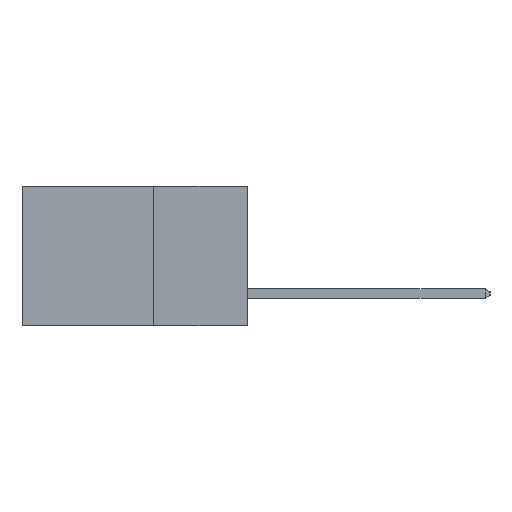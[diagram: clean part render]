
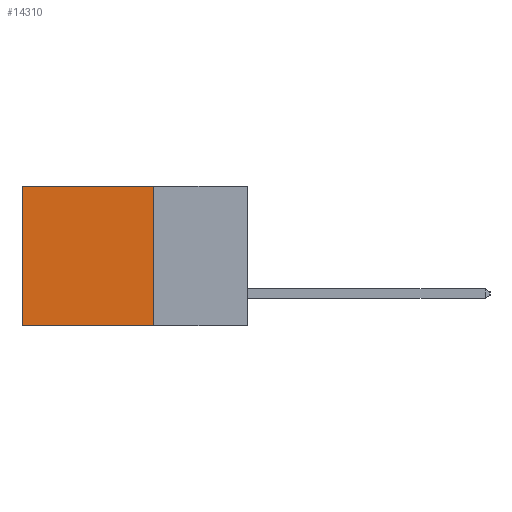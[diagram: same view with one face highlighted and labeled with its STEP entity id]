
A CAD part, left-side view. The second image highlights one B-rep face of the part: STEP entity #14310.
In plain terms, the highlighted planar face has unit normal (-1, 0, 0).
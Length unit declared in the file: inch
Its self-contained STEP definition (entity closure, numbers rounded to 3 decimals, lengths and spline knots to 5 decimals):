
#893 = VERTEX_POINT ( 'NONE', #17092 ) ;
#2085 = ORIENTED_EDGE ( 'NONE', *, *, #24692, .T. ) ;
#2421 = VERTEX_POINT ( 'NONE', #2581 ) ;
#2581 = CARTESIAN_POINT ( 'NONE',  ( 0.2615, 0.6, -0.37 ) ) ;
#2695 = LINE ( 'NONE', #21522, #7963 ) ;
#3357 = VECTOR ( 'NONE', #6888, 39.37008 ) ;
#3713 = VERTEX_POINT ( 'NONE', #14968 ) ;
#3814 = ORIENTED_EDGE ( 'NONE', *, *, #25281, .T. ) ;
#4090 = VECTOR ( 'NONE', #24208, 39.37008 ) ;
#4361 = VERTEX_POINT ( 'NONE', #18309 ) ;
#4596 = DIRECTION ( 'NONE',  ( 0., 1., 0. ) ) ;
#6282 = CARTESIAN_POINT ( 'NONE',  ( 0.2615, 0.6, -0.37 ) ) ;
#6888 = DIRECTION ( 'NONE',  ( 0., 1., 0. ) ) ;
#6929 = PLANE ( 'NONE',  #22131 ) ;
#7079 = EDGE_LOOP ( 'NONE', ( #3814, #23829, #23028, #2085 ) ) ;
#7963 = VECTOR ( 'NONE', #9560, 39.37008 ) ;
#8949 = DIRECTION ( 'NONE',  ( 1., 0., 0. ) ) ;
#9255 = LINE ( 'NONE', #16863, #3357 ) ;
#9313 = EDGE_CURVE ( 'NONE', #893, #4361, #2695, .T. ) ;
#9560 = DIRECTION ( 'NONE',  ( 0., 0., -1. ) ) ;
#11874 = FACE_OUTER_BOUND ( 'NONE', #7079, .T. ) ;
#14310 = ADVANCED_FACE ( 'NONE', ( #11874 ), #6929, .F. ) ;
#14494 = CARTESIAN_POINT ( 'NONE',  ( 0.2615, 0.25, 0. ) ) ;
#14661 = LINE ( 'NONE', #6282, #4090 ) ;
#14968 = CARTESIAN_POINT ( 'NONE',  ( 0.2615, 0.6, 0. ) ) ;
#16863 = CARTESIAN_POINT ( 'NONE',  ( 0.2615, 0.25, -0.37 ) ) ;
#17092 = CARTESIAN_POINT ( 'NONE',  ( 0.2615, 0.25, 0. ) ) ;
#18309 = CARTESIAN_POINT ( 'NONE',  ( 0.2615, 0.25, -0.37 ) ) ;
#19118 = VECTOR ( 'NONE', #4596, 39.37008 ) ;
#19641 = EDGE_CURVE ( 'NONE', #4361, #2421, #9255, .T. ) ;
#20911 = CARTESIAN_POINT ( 'NONE',  ( 0.2615, 0.25, -0.37 ) ) ;
#21522 = CARTESIAN_POINT ( 'NONE',  ( 0.2615, 0.25, -0.37 ) ) ;
#22131 = AXIS2_PLACEMENT_3D ( 'NONE', #20911, #8949, #22904 ) ;
#22904 = DIRECTION ( 'NONE',  ( 0., 0., -1. ) ) ;
#23028 = ORIENTED_EDGE ( 'NONE', *, *, #9313, .F. ) ;
#23829 = ORIENTED_EDGE ( 'NONE', *, *, #19641, .F. ) ;
#24208 = DIRECTION ( 'NONE',  ( 0., 0., -1. ) ) ;
#24341 = LINE ( 'NONE', #14494, #19118 ) ;
#24692 = EDGE_CURVE ( 'NONE', #893, #3713, #24341, .T. ) ;
#25281 = EDGE_CURVE ( 'NONE', #3713, #2421, #14661, .T. ) ;
